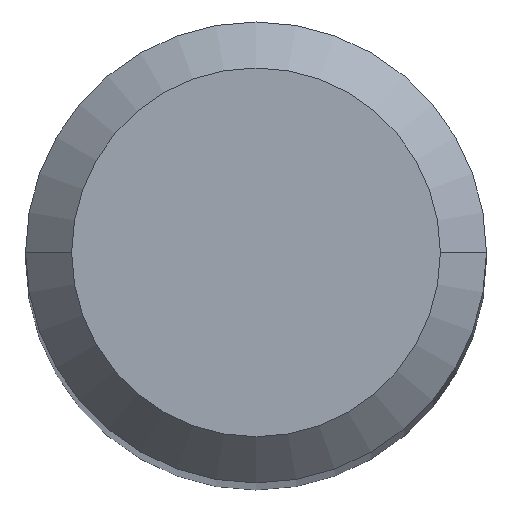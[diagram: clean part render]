
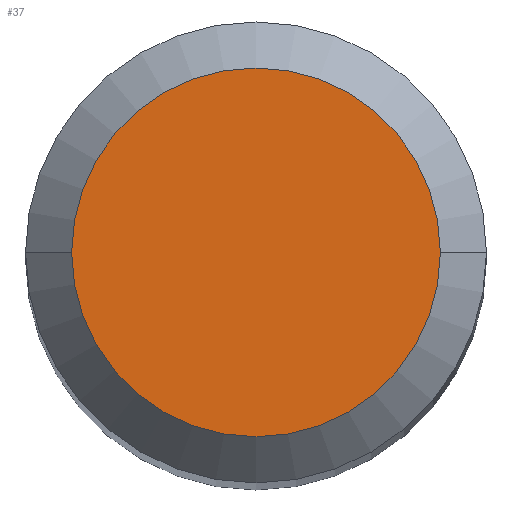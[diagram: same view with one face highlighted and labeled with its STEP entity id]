
A CAD part, top view. The second image highlights one B-rep face of the part: STEP entity #37.
In plain terms, the highlighted planar face has unit normal (0, 0, 1).
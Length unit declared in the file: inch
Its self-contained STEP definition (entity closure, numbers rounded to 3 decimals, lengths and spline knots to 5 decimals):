
#32 = ORIENTED_EDGE ( 'NONE', *, *, #119, .T. ) ;
#34 = VERTEX_POINT ( 'NONE', #448 ) ;
#37 = ADVANCED_FACE ( 'NONE', ( #107 ), #333, .F. ) ;
#45 = DIRECTION ( 'NONE',  ( 1., 0., 0. ) ) ;
#61 = AXIS2_PLACEMENT_3D ( 'NONE', #194, #156, #45 ) ;
#69 = DIRECTION ( 'NONE',  ( -1., 0., 0. ) ) ;
#84 = CIRCLE ( 'NONE', #61, 0.04724 ) ;
#94 = CIRCLE ( 'NONE', #163, 0.04724 ) ;
#107 = FACE_OUTER_BOUND ( 'NONE', #450, .T. ) ;
#119 = EDGE_CURVE ( 'NONE', #244, #34, #84, .T. ) ;
#123 = CARTESIAN_POINT ( 'NONE',  ( 0., 0., 0. ) ) ;
#156 = DIRECTION ( 'NONE',  ( 0., 0., 1. ) ) ;
#163 = AXIS2_PLACEMENT_3D ( 'NONE', #123, #274, #307 ) ;
#169 = ORIENTED_EDGE ( 'NONE', *, *, #183, .T. ) ;
#183 = EDGE_CURVE ( 'NONE', #34, #244, #94, .T. ) ;
#194 = CARTESIAN_POINT ( 'NONE',  ( 0., 0., 0. ) ) ;
#244 = VERTEX_POINT ( 'NONE', #393 ) ;
#259 = CARTESIAN_POINT ( 'NONE',  ( 0., 0., 0. ) ) ;
#274 = DIRECTION ( 'NONE',  ( 0., 0., 1. ) ) ;
#307 = DIRECTION ( 'NONE',  ( 1., 0., 0. ) ) ;
#333 = PLANE ( 'NONE',  #467 ) ;
#369 = DIRECTION ( 'NONE',  ( 0., 0., -1. ) ) ;
#393 = CARTESIAN_POINT ( 'NONE',  ( 0.04724, 0., 0. ) ) ;
#448 = CARTESIAN_POINT ( 'NONE',  ( -0.04724, 0., 0. ) ) ;
#450 = EDGE_LOOP ( 'NONE', ( #169, #32 ) ) ;
#467 = AXIS2_PLACEMENT_3D ( 'NONE', #259, #369, #69 ) ;
